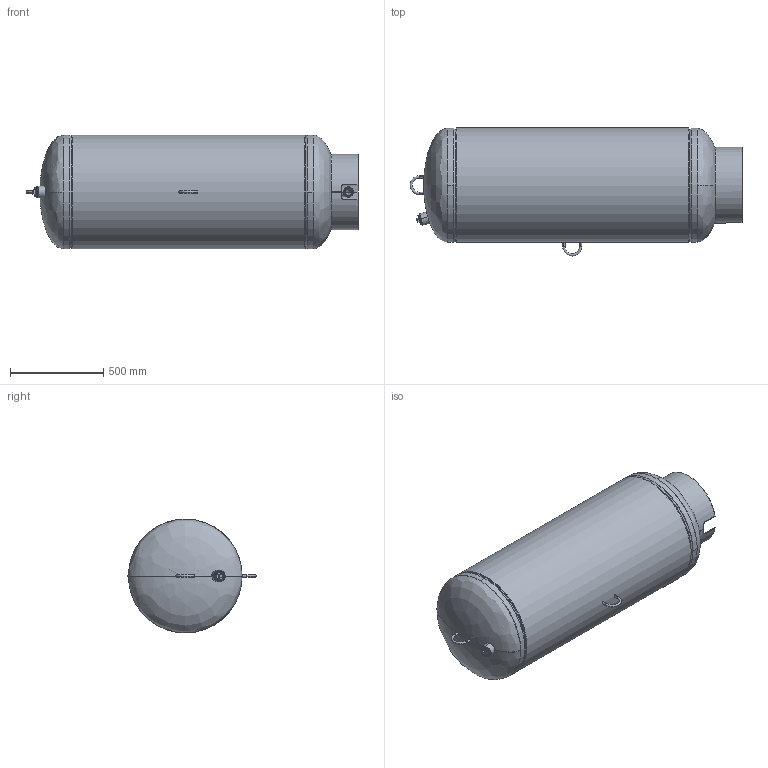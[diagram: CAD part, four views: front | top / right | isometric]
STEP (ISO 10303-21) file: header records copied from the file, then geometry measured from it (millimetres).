
FILE_DESCRIPTION (( 'STEP AP203' ), '1' );
FILE_NAME ('WX-406C (147A095).STEP', '2023-11-16T20:23:08', ( '' ), ( '' ), 'SwSTEP 2.0', 'SolidWorks 2022', '' );
FILE_SCHEMA (( 'CONFIG_CONTROL_DESIGN' ));
Length unit declared in the file: inch
Products named in the file (12): 140-240; 145X21_145X21; WX-406C (147A095); 117X31_AXIAL 1.675" HOLE; 117-1102; 179-013; 146-256_WELD SHOWN; 117-1064_WITH COUPLING; 117X31; 9403-047; 9403-217; 117-1101_WELD SHOWN
Assembly tree (12 placements, depth 3):
  WX-406C (147A095)
    117X31
    117X31_AXIAL 1.675" HOLE
    146-256_WELD SHOWN
    179-013  x2
    117-1064_WITH COUPLING
      9403-047
      9403-217
    117-1102
      117-1101_WELD SHOWN
    140-240
    145X21_145X21
Bounding box: 1777.16 x 686.3 x 609.55 mm (x, y, z)
Volume: 11130096.2 mm3; surface area: 7166972.5 mm2
Topology: 12 solids, 12 shells, 309 faces, 781 edges, 490 vertices
Faces by surface type: cone 124, cylinder 89, plane 48, bspline 34, torus 14
Entity records: 33684 total; most frequent: CARTESIAN_POINT 25771, ORIENTED_EDGE 1502, DIRECTION 1212, EDGE_CURVE 751, VERTEX_POINT 478, AXIS2_PLACEMENT_3D 476, EDGE_LOOP 315, ADVANCED_FACE 301
